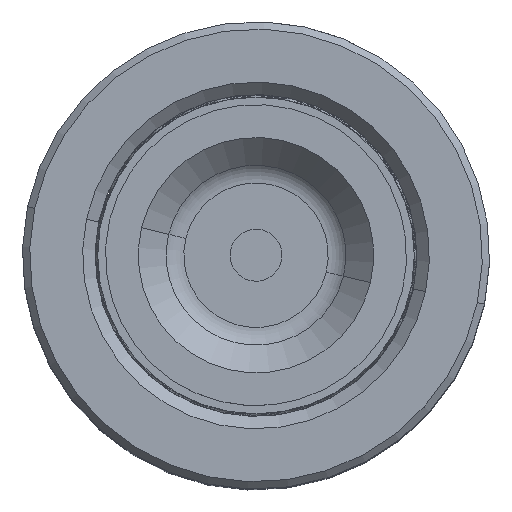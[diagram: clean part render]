
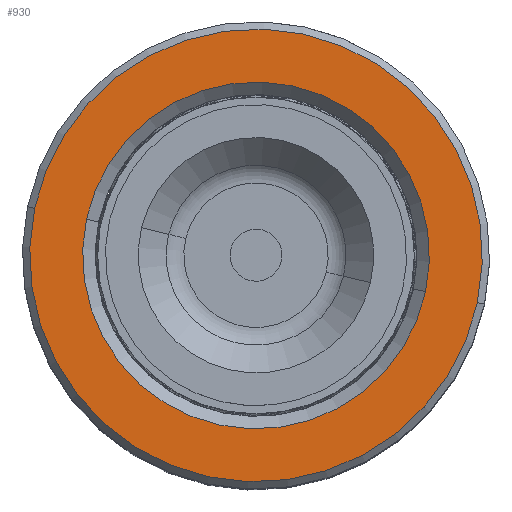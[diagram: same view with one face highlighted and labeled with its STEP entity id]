
A CAD part, top view. The second image highlights one B-rep face of the part: STEP entity #930.
In plain terms, the highlighted planar face has unit normal (0, 0, 1).
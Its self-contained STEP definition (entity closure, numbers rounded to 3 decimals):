
#930 = ADVANCED_FACE ( 'NONE', ( #25837, #46435 ), #13772, .T. ) ;
#1486 = DIRECTION ( 'NONE',  ( 1., 0., 0. ) ) ;
#1578 = AXIS2_PLACEMENT_3D ( 'NONE', #42823, #46623, #46815 ) ;
#4976 = DIRECTION ( 'NONE',  ( 1., 0., 0. ) ) ;
#5397 = CIRCLE ( 'NONE', #41506, 21.8 ) ;
#8527 = AXIS2_PLACEMENT_3D ( 'NONE', #50687, #21415, #1486 ) ;
#8551 = CARTESIAN_POINT ( 'NONE',  ( 0., 0., 60. ) ) ;
#8617 = DIRECTION ( 'NONE',  ( 1., 0., 0. ) ) ;
#9418 = DIRECTION ( 'NONE',  ( 0., 0., -1. ) ) ;
#9848 = CARTESIAN_POINT ( 'NONE',  ( -21.8, 0., 60. ) ) ;
#10955 = ORIENTED_EDGE ( 'NONE', *, *, #31422, .T. ) ;
#11368 = VERTEX_POINT ( 'NONE', #9848 ) ;
#11567 = ORIENTED_EDGE ( 'NONE', *, *, #31166, .T. ) ;
#12039 = CARTESIAN_POINT ( 'NONE',  ( 0., 0., 60. ) ) ;
#13205 = DIRECTION ( 'NONE',  ( 0., 0., 1. ) ) ;
#13772 = PLANE ( 'NONE',  #1578 ) ;
#17960 = CARTESIAN_POINT ( 'NONE',  ( 0., 0., 60. ) ) ;
#18735 = EDGE_CURVE ( 'NONE', #23489, #51297, #33834, .T. ) ;
#21415 = DIRECTION ( 'NONE',  ( 0., 0., -1. ) ) ;
#22973 = EDGE_LOOP ( 'NONE', ( #35615, #10955 ) ) ;
#23489 = VERTEX_POINT ( 'NONE', #38484 ) ;
#25837 = FACE_OUTER_BOUND ( 'NONE', #22973, .T. ) ;
#25855 = DIRECTION ( 'NONE',  ( 1., 0., 0. ) ) ;
#27134 = CARTESIAN_POINT ( 'NONE',  ( 21.8, 0., 60. ) ) ;
#28299 = CIRCLE ( 'NONE', #32480, 21.8 ) ;
#30662 = VERTEX_POINT ( 'NONE', #27134 ) ;
#31166 = EDGE_CURVE ( 'NONE', #51297, #23489, #37470, .T. ) ;
#31422 = EDGE_CURVE ( 'NONE', #30662, #11368, #28299, .T. ) ;
#32480 = AXIS2_PLACEMENT_3D ( 'NONE', #12039, #33137, #8617 ) ;
#32940 = AXIS2_PLACEMENT_3D ( 'NONE', #17960, #9418, #25855 ) ;
#33137 = DIRECTION ( 'NONE',  ( 0., 0., 1. ) ) ;
#33834 = CIRCLE ( 'NONE', #32940, 16.7 ) ;
#35615 = ORIENTED_EDGE ( 'NONE', *, *, #45235, .T. ) ;
#37470 = CIRCLE ( 'NONE', #8527, 16.7 ) ;
#38484 = CARTESIAN_POINT ( 'NONE',  ( -16.7, 0., 60. ) ) ;
#39443 = CARTESIAN_POINT ( 'NONE',  ( 16.7, 0., 60. ) ) ;
#41506 = AXIS2_PLACEMENT_3D ( 'NONE', #8551, #13205, #4976 ) ;
#42823 = CARTESIAN_POINT ( 'NONE',  ( 0., 0., 60. ) ) ;
#44460 = EDGE_LOOP ( 'NONE', ( #11567, #51823 ) ) ;
#45235 = EDGE_CURVE ( 'NONE', #11368, #30662, #5397, .T. ) ;
#46435 = FACE_BOUND ( 'NONE', #44460, .T. ) ;
#46623 = DIRECTION ( 'NONE',  ( 0., 0., 1. ) ) ;
#46815 = DIRECTION ( 'NONE',  ( 1., 0., 0. ) ) ;
#50687 = CARTESIAN_POINT ( 'NONE',  ( 0., 0., 60. ) ) ;
#51297 = VERTEX_POINT ( 'NONE', #39443 ) ;
#51823 = ORIENTED_EDGE ( 'NONE', *, *, #18735, .T. ) ;
